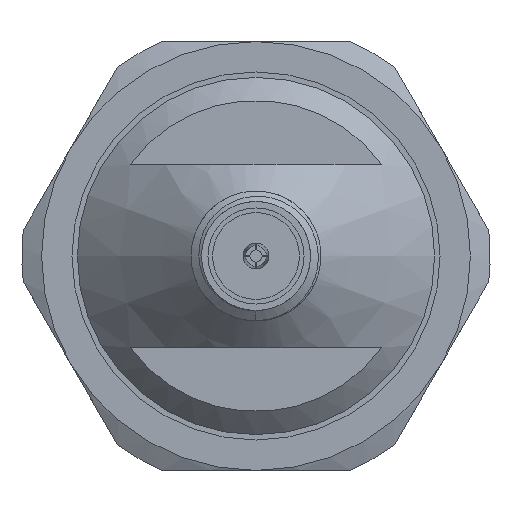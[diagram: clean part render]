
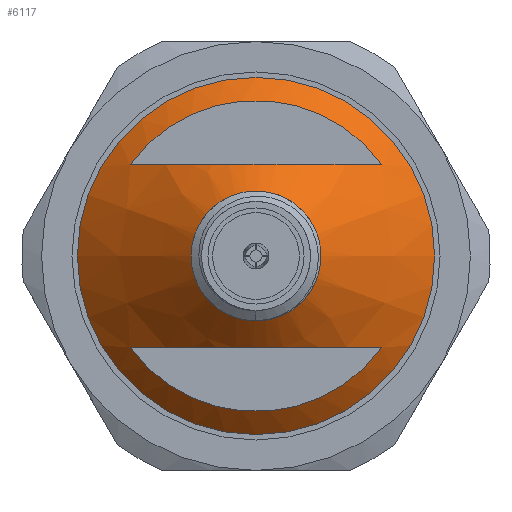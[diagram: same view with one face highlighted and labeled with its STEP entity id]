
A CAD part, left-side view. The second image highlights one B-rep face of the part: STEP entity #6117.
In plain terms, the highlighted conical face has half-angle 46.601 degrees and reference radius 5.702 mm.
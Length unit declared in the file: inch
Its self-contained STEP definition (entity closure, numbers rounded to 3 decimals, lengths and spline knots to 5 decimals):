
#433=(
BOUNDED_CURVE()
B_SPLINE_CURVE(2,(#12110,#12111,#12112),.UNSPECIFIED.,.F.,.F.)
B_SPLINE_CURVE_WITH_KNOTS((3,3),(0.,0.53729),.UNSPECIFIED.)
CURVE()
GEOMETRIC_REPRESENTATION_ITEM()
RATIONAL_B_SPLINE_CURVE((1.,1.698,1.))
REPRESENTATION_ITEM('')
);
#434=(
BOUNDED_CURVE()
B_SPLINE_CURVE(2,(#12119,#12120,#12121),.UNSPECIFIED.,.F.,.F.)
B_SPLINE_CURVE_WITH_KNOTS((3,3),(0.,0.53729),.UNSPECIFIED.)
CURVE()
GEOMETRIC_REPRESENTATION_ITEM()
RATIONAL_B_SPLINE_CURVE((1.,1.698,1.))
REPRESENTATION_ITEM('')
);
#513=FACE_BOUND('',#1517,.T.);
#514=FACE_BOUND('',#1518,.T.);
#1146=FACE_OUTER_BOUND('',#1516,.T.);
#1516=EDGE_LOOP('',(#5732,#5733,#5734,#5735));
#1517=EDGE_LOOP('',(#5736,#5737));
#1518=EDGE_LOOP('',(#5738,#5739));
#1663=CIRCLE('',#7013,0.105);
#1664=CIRCLE('',#7015,0.29958);
#1665=CIRCLE('',#7018,0.29958);
#1667=CIRCLE('',#7023,0.344);
#2020=LINE('',#12130,#2361);
#2361=VECTOR('',#9135,0.2245);
#2961=VERTEX_POINT('',#12102);
#2962=VERTEX_POINT('',#12105);
#2963=VERTEX_POINT('',#12106);
#2964=VERTEX_POINT('',#12114);
#2965=VERTEX_POINT('',#12115);
#2967=VERTEX_POINT('',#12126);
#3881=EDGE_CURVE('',#2961,#2961,#1663,.T.);
#3882=EDGE_CURVE('',#2962,#2963,#1664,.T.);
#3884=EDGE_CURVE('',#2963,#2962,#433,.T.);
#3885=EDGE_CURVE('',#2964,#2965,#1665,.T.);
#3887=EDGE_CURVE('',#2965,#2964,#434,.T.);
#3889=EDGE_CURVE('',#2967,#2967,#1667,.T.);
#3891=EDGE_CURVE('',#2967,#2961,#2020,.T.);
#5732=ORIENTED_EDGE('',*,*,#3889,.T.);
#5733=ORIENTED_EDGE('',*,*,#3891,.T.);
#5734=ORIENTED_EDGE('',*,*,#3881,.F.);
#5735=ORIENTED_EDGE('',*,*,#3891,.F.);
#5736=ORIENTED_EDGE('',*,*,#3884,.T.);
#5737=ORIENTED_EDGE('',*,*,#3882,.T.);
#5738=ORIENTED_EDGE('',*,*,#3887,.T.);
#5739=ORIENTED_EDGE('',*,*,#3885,.T.);
#5768=CONICAL_SURFACE('',#7024,0.2245,0.813);
#6117=ADVANCED_FACE('',(#1146,#513,#514),#5768,.T.);
#7013=AXIS2_PLACEMENT_3D('',#12103,#9108,#9109);
#7015=AXIS2_PLACEMENT_3D('',#12107,#9112,#9113);
#7018=AXIS2_PLACEMENT_3D('',#12116,#9119,#9120);
#7023=AXIS2_PLACEMENT_3D('',#12127,#9130,#9131);
#7024=AXIS2_PLACEMENT_3D('',#12129,#9133,#9134);
#9108=DIRECTION('center_axis',(-1.,0.,0.));
#9109=DIRECTION('ref_axis',(0.,0.,1.));
#9112=DIRECTION('center_axis',(1.,0.,0.));
#9113=DIRECTION('ref_axis',(0.,1.,0.));
#9119=DIRECTION('center_axis',(1.,0.,0.));
#9120=DIRECTION('ref_axis',(0.,1.,0.));
#9130=DIRECTION('center_axis',(-1.,0.,0.));
#9131=DIRECTION('ref_axis',(0.,0.,1.));
#9133=DIRECTION('center_axis',(1.,0.,0.));
#9134=DIRECTION('ref_axis',(0.,1.,0.));
#9135=DIRECTION('',(-0.687,0.727,0.));
#12102=CARTESIAN_POINT('',(140.10007,123.06192,0.335));
#12103=CARTESIAN_POINT('Origin',(140.10007,123.16692,0.335));
#12105=CARTESIAN_POINT('',(140.28407,123.40903,0.51145));
#12106=CARTESIAN_POINT('',(140.28407,122.92482,0.51145));
#12107=CARTESIAN_POINT('Origin',(140.28407,123.16692,0.335));
#12110=CARTESIAN_POINT('Ctrl Pts',(140.28407,122.92482,0.51145));
#12111=CARTESIAN_POINT('Ctrl Pts',(140.09906,123.16692,0.51145));
#12112=CARTESIAN_POINT('Ctrl Pts',(140.28407,123.40903,0.51145));
#12114=CARTESIAN_POINT('',(140.28407,122.92482,0.15855));
#12115=CARTESIAN_POINT('',(140.28407,123.40903,0.15855));
#12116=CARTESIAN_POINT('Origin',(140.28407,123.16692,0.335));
#12119=CARTESIAN_POINT('Ctrl Pts',(140.28407,123.40903,0.15855));
#12120=CARTESIAN_POINT('Ctrl Pts',(140.09906,123.16692,0.15855));
#12121=CARTESIAN_POINT('Ctrl Pts',(140.28407,122.92482,0.15855));
#12126=CARTESIAN_POINT('',(140.32607,122.82292,0.335));
#12127=CARTESIAN_POINT('Origin',(140.32607,123.16692,0.335));
#12129=CARTESIAN_POINT('Origin',(140.21307,123.16692,0.335));
#12130=CARTESIAN_POINT('',(140.21307,122.94242,0.335));
